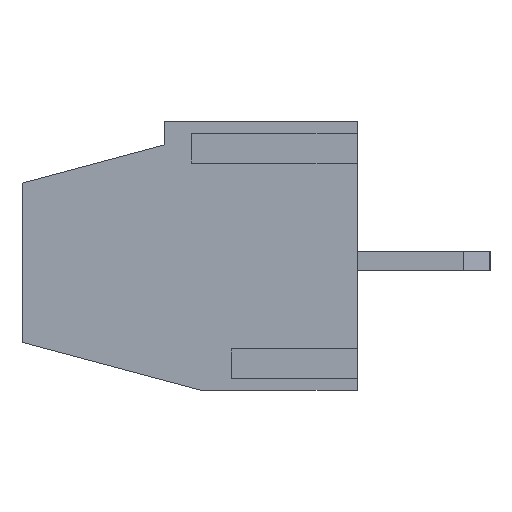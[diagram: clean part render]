
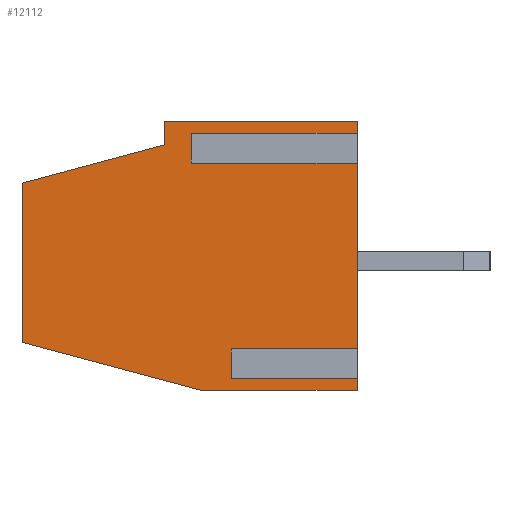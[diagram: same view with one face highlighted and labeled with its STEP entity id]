
A CAD part, left-side view. The second image highlights one B-rep face of the part: STEP entity #12112.
In plain terms, the highlighted planar face has unit normal (-1, 0, 0).
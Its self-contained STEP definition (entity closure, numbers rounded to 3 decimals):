
#203 = ORIENTED_EDGE ( 'NONE', *, *, #27060, .T. ) ;
#999 = CARTESIAN_POINT ( 'NONE',  ( -2.5, 0., -3.9 ) ) ;
#1004 = DIRECTION ( 'NONE',  ( 0., 0.966, 0.259 ) ) ;
#1359 = CARTESIAN_POINT ( 'NONE',  ( -2.5, 3.8, -2.832 ) ) ;
#1499 = LINE ( 'NONE', #10503, #15848 ) ;
#1986 = DIRECTION ( 'NONE',  ( 0., -1., 0. ) ) ;
#2155 = VERTEX_POINT ( 'NONE', #6587 ) ;
#2746 = VERTEX_POINT ( 'NONE', #8720 ) ;
#2820 = VERTEX_POINT ( 'NONE', #14857 ) ;
#3283 = LINE ( 'NONE', #12262, #26865 ) ;
#3684 = PLANE ( 'NONE',  #19793 ) ;
#3749 = ORIENTED_EDGE ( 'NONE', *, *, #19396, .F. ) ;
#3823 = DIRECTION ( 'NONE',  ( 0., 0., -1. ) ) ;
#3898 = DIRECTION ( 'NONE',  ( 0., 0., 1. ) ) ;
#4446 = EDGE_CURVE ( 'NONE', #24091, #9175, #14716, .T. ) ;
#4496 = VECTOR ( 'NONE', #7049, 1000. ) ;
#4545 = LINE ( 'NONE', #24530, #9980 ) ;
#4756 = EDGE_CURVE ( 'NONE', #2746, #25948, #28638, .T. ) ;
#4884 = ORIENTED_EDGE ( 'NONE', *, *, #4756, .T. ) ;
#4916 = ORIENTED_EDGE ( 'NONE', *, *, #26012, .T. ) ;
#5492 = CARTESIAN_POINT ( 'NONE',  ( -2.5, 5.8, 3.5 ) ) ;
#5591 = CARTESIAN_POINT ( 'NONE',  ( -2.5, 10.1, -2.452 ) ) ;
#5994 = VECTOR ( 'NONE', #3898, 1000. ) ;
#6188 = CARTESIAN_POINT ( 'NONE',  ( -2.5, 5., 3.668 ) ) ;
#6200 = CARTESIAN_POINT ( 'NONE',  ( -2.5, 10.1, 2.348 ) ) ;
#6460 = VECTOR ( 'NONE', #17919, 1000. ) ;
#6587 = CARTESIAN_POINT ( 'NONE',  ( -2.5, 10.1, -2.452 ) ) ;
#6697 = CARTESIAN_POINT ( 'NONE',  ( -2.5, 5.8, 3.5 ) ) ;
#6949 = VECTOR ( 'NONE', #9118, 1000. ) ;
#7049 = DIRECTION ( 'NONE',  ( 0., 0., 1. ) ) ;
#7212 = VERTEX_POINT ( 'NONE', #5492 ) ;
#7868 = LINE ( 'NONE', #27830, #13356 ) ;
#8020 = DIRECTION ( 'NONE',  ( 0., -1., 0. ) ) ;
#8075 = VECTOR ( 'NONE', #17405, 1000. ) ;
#8266 = CARTESIAN_POINT ( 'NONE',  ( -2.5, 10.1, 4.2 ) ) ;
#8720 = CARTESIAN_POINT ( 'NONE',  ( -2.5, 0., 3.668 ) ) ;
#8989 = CARTESIAN_POINT ( 'NONE',  ( -2.5, 4.697, -3.9 ) ) ;
#9118 = DIRECTION ( 'NONE',  ( 0., 0., 1. ) ) ;
#9136 = CARTESIAN_POINT ( 'NONE',  ( -2.5, 0., 3.132 ) ) ;
#9175 = VERTEX_POINT ( 'NONE', #20852 ) ;
#9339 = VERTEX_POINT ( 'NONE', #999 ) ;
#9395 = ORIENTED_EDGE ( 'NONE', *, *, #22734, .F. ) ;
#9628 = DIRECTION ( 'NONE',  ( 0., 0., 1. ) ) ;
#9794 = ORIENTED_EDGE ( 'NONE', *, *, #21032, .F. ) ;
#9980 = VECTOR ( 'NONE', #15874, 1000. ) ;
#10193 = EDGE_CURVE ( 'NONE', #16839, #9339, #21778, .T. ) ;
#10503 = CARTESIAN_POINT ( 'NONE',  ( -2.5, 10.1, 4.2 ) ) ;
#10598 = CARTESIAN_POINT ( 'NONE',  ( -2.5, 0., -2.832 ) ) ;
#10922 = VERTEX_POINT ( 'NONE', #11498 ) ;
#11106 = VECTOR ( 'NONE', #9628, 1000. ) ;
#11178 = CARTESIAN_POINT ( 'NONE',  ( -2.5, 0., 4.2 ) ) ;
#11386 = LINE ( 'NONE', #28861, #17113 ) ;
#11498 = CARTESIAN_POINT ( 'NONE',  ( -2.5, 5.8, 4.2 ) ) ;
#11617 = VERTEX_POINT ( 'NONE', #16395 ) ;
#12112 = ADVANCED_FACE ( 'NONE', ( #23516 ), #3684, .F. ) ;
#12262 = CARTESIAN_POINT ( 'NONE',  ( -2.5, 5., 3.668 ) ) ;
#12412 = ORIENTED_EDGE ( 'NONE', *, *, #15635, .T. ) ;
#12973 = EDGE_CURVE ( 'NONE', #10922, #25948, #1499, .T. ) ;
#13126 = CARTESIAN_POINT ( 'NONE',  ( -2.5, 5., 3.668 ) ) ;
#13356 = VECTOR ( 'NONE', #8020, 1000. ) ;
#13794 = VECTOR ( 'NONE', #1004, 1000. ) ;
#14054 = LINE ( 'NONE', #21094, #11106 ) ;
#14716 = LINE ( 'NONE', #6188, #27150 ) ;
#14857 = CARTESIAN_POINT ( 'NONE',  ( -2.5, 0., -3.368 ) ) ;
#15474 = DIRECTION ( 'NONE',  ( 0., -1., 0. ) ) ;
#15608 = CARTESIAN_POINT ( 'NONE',  ( -2.5, 0., 4.2 ) ) ;
#15635 = EDGE_CURVE ( 'NONE', #11617, #28133, #11386, .T. ) ;
#15848 = VECTOR ( 'NONE', #15474, 1000. ) ;
#15874 = DIRECTION ( 'NONE',  ( 0., -0.966, 0.259 ) ) ;
#16395 = CARTESIAN_POINT ( 'NONE',  ( -2.5, 3.8, -3.368 ) ) ;
#16583 = VERTEX_POINT ( 'NONE', #9136 ) ;
#16830 = CARTESIAN_POINT ( 'NONE',  ( -2.5, 0., 4.2 ) ) ;
#16839 = VERTEX_POINT ( 'NONE', #8989 ) ;
#17045 = EDGE_CURVE ( 'NONE', #16839, #2155, #28071, .T. ) ;
#17113 = VECTOR ( 'NONE', #20325, 1000. ) ;
#17405 = DIRECTION ( 'NONE',  ( 0., -1., 0. ) ) ;
#17919 = DIRECTION ( 'NONE',  ( 0., 0., 1. ) ) ;
#18092 = LINE ( 'NONE', #15608, #6949 ) ;
#18300 = ORIENTED_EDGE ( 'NONE', *, *, #25913, .F. ) ;
#18911 = LINE ( 'NONE', #6697, #5994 ) ;
#19256 = EDGE_CURVE ( 'NONE', #9339, #2820, #18092, .T. ) ;
#19396 = EDGE_CURVE ( 'NONE', #7212, #10922, #18911, .T. ) ;
#19793 = AXIS2_PLACEMENT_3D ( 'NONE', #8266, #23656, #28386 ) ;
#19844 = VERTEX_POINT ( 'NONE', #6200 ) ;
#20239 = ORIENTED_EDGE ( 'NONE', *, *, #10193, .T. ) ;
#20325 = DIRECTION ( 'NONE',  ( 0., 0., 1. ) ) ;
#20648 = ORIENTED_EDGE ( 'NONE', *, *, #19256, .T. ) ;
#20852 = CARTESIAN_POINT ( 'NONE',  ( -2.5, 5., 3.132 ) ) ;
#21032 = EDGE_CURVE ( 'NONE', #9175, #16583, #28761, .T. ) ;
#21069 = LINE ( 'NONE', #1359, #26037 ) ;
#21094 = CARTESIAN_POINT ( 'NONE',  ( -2.5, 10.1, 4.2 ) ) ;
#21164 = ORIENTED_EDGE ( 'NONE', *, *, #22546, .T. ) ;
#21201 = DIRECTION ( 'NONE',  ( 0., -1., 0. ) ) ;
#21778 = LINE ( 'NONE', #25890, #8075 ) ;
#21867 = CARTESIAN_POINT ( 'NONE',  ( -2.5, 0., 4.2 ) ) ;
#22265 = EDGE_LOOP ( 'NONE', ( #18300, #12412, #4916, #203, #9794, #24261, #21164, #4884, #26135, #3749, #9395, #28398, #27071, #20239, #20648 ) ) ;
#22546 = EDGE_CURVE ( 'NONE', #24091, #2746, #3283, .T. ) ;
#22734 = EDGE_CURVE ( 'NONE', #19844, #7212, #4545, .T. ) ;
#22868 = VECTOR ( 'NONE', #1986, 1000. ) ;
#23415 = DIRECTION ( 'NONE',  ( 0., -1., 0. ) ) ;
#23516 = FACE_OUTER_BOUND ( 'NONE', #22265, .T. ) ;
#23656 = DIRECTION ( 'NONE',  ( 1., 0., 0. ) ) ;
#24091 = VERTEX_POINT ( 'NONE', #13126 ) ;
#24261 = ORIENTED_EDGE ( 'NONE', *, *, #4446, .F. ) ;
#24343 = CARTESIAN_POINT ( 'NONE',  ( -2.5, 5., 3.132 ) ) ;
#24530 = CARTESIAN_POINT ( 'NONE',  ( -2.5, 10.1, 2.348 ) ) ;
#24772 = CARTESIAN_POINT ( 'NONE',  ( -2.5, 3.8, -2.832 ) ) ;
#25890 = CARTESIAN_POINT ( 'NONE',  ( -2.5, 10.1, -3.9 ) ) ;
#25913 = EDGE_CURVE ( 'NONE', #11617, #2820, #7868, .T. ) ;
#25948 = VERTEX_POINT ( 'NONE', #16830 ) ;
#26012 = EDGE_CURVE ( 'NONE', #28133, #26939, #21069, .T. ) ;
#26037 = VECTOR ( 'NONE', #23415, 1000. ) ;
#26135 = ORIENTED_EDGE ( 'NONE', *, *, #12973, .F. ) ;
#26865 = VECTOR ( 'NONE', #21201, 1000. ) ;
#26939 = VERTEX_POINT ( 'NONE', #10598 ) ;
#27060 = EDGE_CURVE ( 'NONE', #26939, #16583, #29090, .T. ) ;
#27071 = ORIENTED_EDGE ( 'NONE', *, *, #17045, .F. ) ;
#27150 = VECTOR ( 'NONE', #3823, 1000. ) ;
#27320 = EDGE_CURVE ( 'NONE', #2155, #19844, #14054, .T. ) ;
#27830 = CARTESIAN_POINT ( 'NONE',  ( -2.5, 3.8, -3.368 ) ) ;
#28071 = LINE ( 'NONE', #5591, #13794 ) ;
#28133 = VERTEX_POINT ( 'NONE', #24772 ) ;
#28386 = DIRECTION ( 'NONE',  ( 0., 0., -1. ) ) ;
#28398 = ORIENTED_EDGE ( 'NONE', *, *, #27320, .F. ) ;
#28638 = LINE ( 'NONE', #21867, #6460 ) ;
#28761 = LINE ( 'NONE', #24343, #22868 ) ;
#28861 = CARTESIAN_POINT ( 'NONE',  ( -2.5, 3.8, -3.368 ) ) ;
#29090 = LINE ( 'NONE', #11178, #4496 ) ;
